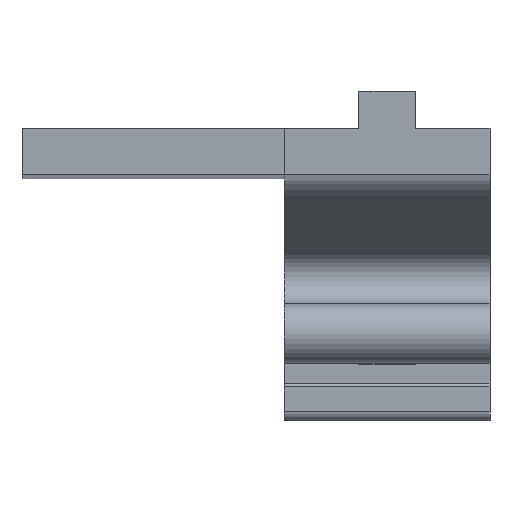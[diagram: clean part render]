
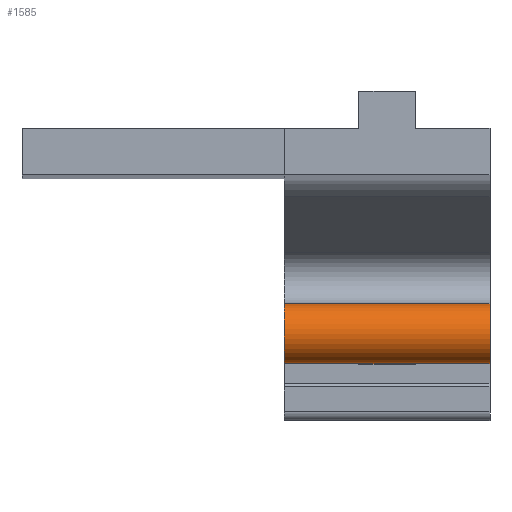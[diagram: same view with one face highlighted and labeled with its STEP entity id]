
A CAD part, top view. The second image highlights one B-rep face of the part: STEP entity #1585.
In plain terms, the highlighted cylindrical face has radius 0.8 mm (diameter 1.6 mm), a partial arc.
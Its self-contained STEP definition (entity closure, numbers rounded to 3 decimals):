
#942=AXIS2_PLACEMENT_3D('Circle Axis2P3D',#940,#941,$) ;
#1399=AXIS2_PLACEMENT_3D('Circle Axis2P3D',#1397,#1398,$) ;
#1562=AXIS2_PLACEMENT_3D('Cylinder Axis2P3D',#1559,#1560,#1561) ;
#696=CARTESIAN_POINT('Vertex',(12.5,3.1,14.731)) ;
#703=CARTESIAN_POINT('Vertex',(7.,3.1,14.731)) ;
#706=CARTESIAN_POINT('Line Origine',(9.75,3.1,14.731)) ;
#937=CARTESIAN_POINT('Vertex',(7.,1.5,14.731)) ;
#940=CARTESIAN_POINT('Axis2P3D Location',(7.,2.3,14.731)) ;
#1397=CARTESIAN_POINT('Axis2P3D Location',(12.5,2.3,14.731)) ;
#1401=CARTESIAN_POINT('Vertex',(12.5,1.5,14.731)) ;
#1537=CARTESIAN_POINT('Vertex',(10.5,1.5,14.73)) ;
#1540=CARTESIAN_POINT('Line Origine',(12.376,1.5,14.731)) ;
#1544=CARTESIAN_POINT('Vertex',(12.252,1.5,14.731)) ;
#1547=CARTESIAN_POINT('Line Origine',(11.376,1.5,14.731)) ;
#1559=CARTESIAN_POINT('Axis2P3D Location',(9.75,2.3,14.731)) ;
#1564=CARTESIAN_POINT('Line Origine',(9.75,1.5,14.731)) ;
#1568=CARTESIAN_POINT('Vertex',(9.,1.5,14.731)) ;
#1571=CARTESIAN_POINT('Line Origine',(9.75,1.5,14.731)) ;
#707=DIRECTION('Vector Direction',(1.,0.,0.)) ;
#941=DIRECTION('Axis2P3D Direction',(-1.,0.,0.)) ;
#1398=DIRECTION('Axis2P3D Direction',(-1.,0.,0.)) ;
#1541=DIRECTION('Vector Direction',(1.,0.,0.)) ;
#1548=DIRECTION('Vector Direction',(1.,0.,0.)) ;
#1560=DIRECTION('Axis2P3D Direction',(-1.,0.,0.)) ;
#1561=DIRECTION('Axis2P3D XDirection',(0.,-1.,0.)) ;
#1565=DIRECTION('Vector Direction',(-1.,0.,0.)) ;
#1572=DIRECTION('Vector Direction',(-1.,0.,0.)) ;
#708=VECTOR('Line Direction',#707,1.) ;
#1542=VECTOR('Line Direction',#1541,1.) ;
#1549=VECTOR('Line Direction',#1548,1.) ;
#1566=VECTOR('Line Direction',#1565,1.) ;
#1573=VECTOR('Line Direction',#1572,1.) ;
#1577=ORIENTED_EDGE('',*,*,#1570,.T.) ;
#1578=ORIENTED_EDGE('',*,*,#1575,.T.) ;
#1579=ORIENTED_EDGE('',*,*,#1551,.T.) ;
#1580=ORIENTED_EDGE('',*,*,#1546,.T.) ;
#1581=ORIENTED_EDGE('',*,*,#1403,.T.) ;
#1582=ORIENTED_EDGE('',*,*,#710,.F.) ;
#1583=ORIENTED_EDGE('',*,*,#944,.F.) ;
#1585=ADVANCED_FACE('K\X2\00F6\X0\rper.3 ( *SOL1 - wsp ZUGENTLASTUNG 4 -  )',(#1584),#1563,.T.) ;
#943=CIRCLE('generated circle',#942,0.8) ;
#1400=CIRCLE('generated circle',#1399,0.8) ;
#1563=CYLINDRICAL_SURFACE('generated cylinder',#1562,0.8) ;
#710=EDGE_CURVE('',#704,#697,#709,.T.) ;
#944=EDGE_CURVE('',#938,#704,#943,.T.) ;
#1403=EDGE_CURVE('',#1402,#697,#1400,.T.) ;
#1546=EDGE_CURVE('',#1545,#1402,#1543,.T.) ;
#1551=EDGE_CURVE('',#1538,#1545,#1550,.T.) ;
#1570=EDGE_CURVE('',#938,#1569,#1567,.F.) ;
#1575=EDGE_CURVE('',#1569,#1538,#1574,.F.) ;
#1576=EDGE_LOOP('',(#1577,#1578,#1579,#1580,#1581,#1582,#1583)) ;
#1584=FACE_OUTER_BOUND('',#1576,.T.) ;
#709=LINE('Line',#706,#708) ;
#1543=LINE('Line',#1540,#1542) ;
#1550=LINE('Line',#1547,#1549) ;
#1567=LINE('Line',#1564,#1566) ;
#1574=LINE('Line',#1571,#1573) ;
#697=VERTEX_POINT('',#696) ;
#704=VERTEX_POINT('',#703) ;
#938=VERTEX_POINT('',#937) ;
#1402=VERTEX_POINT('',#1401) ;
#1538=VERTEX_POINT('',#1537) ;
#1545=VERTEX_POINT('',#1544) ;
#1569=VERTEX_POINT('',#1568) ;
